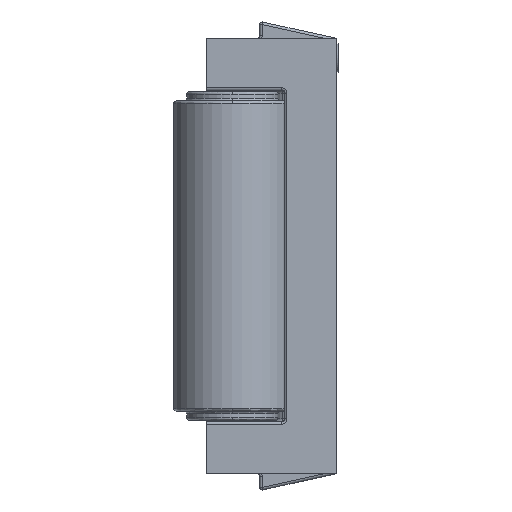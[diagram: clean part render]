
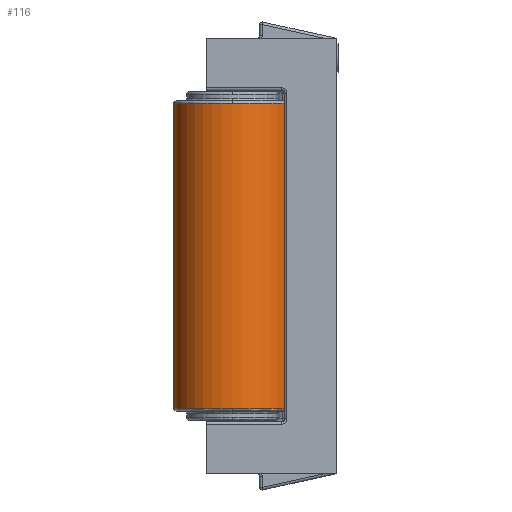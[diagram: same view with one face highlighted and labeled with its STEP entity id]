
A CAD part, left-side view. The second image highlights one B-rep face of the part: STEP entity #116.
In plain terms, the highlighted cylindrical face has radius 4.5 mm (diameter 9 mm), a partial arc.
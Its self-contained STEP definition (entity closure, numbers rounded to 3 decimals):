
#56 = CARTESIAN_POINT ( 'NONE',  ( -20., 8., -11.7 ) ) ;
#116 = ADVANCED_FACE ( 'NONE', ( #8732 ), #17785, .T. ) ;
#214 = VERTEX_POINT ( 'NONE', #18431 ) ;
#387 = DIRECTION ( 'NONE',  ( 0., 0., -1. ) ) ;
#489 = AXIS2_PLACEMENT_3D ( 'NONE', #22907, #20745, #24876 ) ;
#1196 = EDGE_CURVE ( 'NONE', #25859, #26130, #25095, .T. ) ;
#1624 = DIRECTION ( 'NONE',  ( 0., 0., -1. ) ) ;
#2023 = CIRCLE ( 'NONE', #12150, 4.5 ) ;
#2052 = DIRECTION ( 'NONE',  ( 0., 1., 0. ) ) ;
#2258 = LINE ( 'NONE', #20203, #13219 ) ;
#2387 = VECTOR ( 'NONE', #23587, 1000. ) ;
#2658 = ORIENTED_EDGE ( 'NONE', *, *, #18945, .T. ) ;
#2882 = VERTEX_POINT ( 'NONE', #5646 ) ;
#4524 = ORIENTED_EDGE ( 'NONE', *, *, #22466, .T. ) ;
#4984 = CIRCLE ( 'NONE', #489, 4.5 ) ;
#5547 = DIRECTION ( 'NONE',  ( 0., 1., 0. ) ) ;
#5646 = CARTESIAN_POINT ( 'NONE',  ( -24.5, 8., 11.7 ) ) ;
#5868 = CARTESIAN_POINT ( 'NONE',  ( -20., 3.5, -11.7 ) ) ;
#8208 = CARTESIAN_POINT ( 'NONE',  ( -20., 8., 11.7 ) ) ;
#8444 = AXIS2_PLACEMENT_3D ( 'NONE', #18810, #10307, #12628 ) ;
#8550 = EDGE_CURVE ( 'NONE', #23476, #214, #2258, .T. ) ;
#8732 = FACE_OUTER_BOUND ( 'NONE', #10549, .T. ) ;
#9818 = CARTESIAN_POINT ( 'NONE',  ( -20., 8., 11.9 ) ) ;
#10307 = DIRECTION ( 'NONE',  ( 0., 0., 1. ) ) ;
#10549 = EDGE_LOOP ( 'NONE', ( #11247, #2658, #4524, #14244, #24747, #26058 ) ) ;
#10726 = VERTEX_POINT ( 'NONE', #11317 ) ;
#11247 = ORIENTED_EDGE ( 'NONE', *, *, #19635, .F. ) ;
#11317 = CARTESIAN_POINT ( 'NONE',  ( -20., 3.5, 11.7 ) ) ;
#11366 = LINE ( 'NONE', #23671, #2387 ) ;
#12150 = AXIS2_PLACEMENT_3D ( 'NONE', #8208, #387, #18656 ) ;
#12628 = DIRECTION ( 'NONE',  ( 0., 1., 0. ) ) ;
#13219 = VECTOR ( 'NONE', #1624, 1000. ) ;
#13912 = CARTESIAN_POINT ( 'NONE',  ( -24.5, 8., -11.7 ) ) ;
#14244 = ORIENTED_EDGE ( 'NONE', *, *, #8550, .T. ) ;
#15116 = CARTESIAN_POINT ( 'NONE',  ( -20., 12.5, 11.7 ) ) ;
#16088 = DIRECTION ( 'NONE',  ( 0., 0., -1. ) ) ;
#17785 = CYLINDRICAL_SURFACE ( 'NONE', #17939, 4.5 ) ;
#17939 = AXIS2_PLACEMENT_3D ( 'NONE', #9818, #16088, #5547 ) ;
#18431 = CARTESIAN_POINT ( 'NONE',  ( -20., 12.5, -11.7 ) ) ;
#18656 = DIRECTION ( 'NONE',  ( 0., 1., 0. ) ) ;
#18690 = DIRECTION ( 'NONE',  ( 0., 0., 1. ) ) ;
#18735 = AXIS2_PLACEMENT_3D ( 'NONE', #56, #18690, #2052 ) ;
#18810 = CARTESIAN_POINT ( 'NONE',  ( -20., 8., -11.7 ) ) ;
#18945 = EDGE_CURVE ( 'NONE', #10726, #2882, #2023, .T. ) ;
#19635 = EDGE_CURVE ( 'NONE', #10726, #26130, #11366, .T. ) ;
#20203 = CARTESIAN_POINT ( 'NONE',  ( -20., 12.5, 11.9 ) ) ;
#20745 = DIRECTION ( 'NONE',  ( 0., 0., -1. ) ) ;
#21173 = EDGE_CURVE ( 'NONE', #214, #25859, #21576, .T. ) ;
#21576 = CIRCLE ( 'NONE', #18735, 4.5 ) ;
#22466 = EDGE_CURVE ( 'NONE', #2882, #23476, #4984, .T. ) ;
#22907 = CARTESIAN_POINT ( 'NONE',  ( -20., 8., 11.7 ) ) ;
#23476 = VERTEX_POINT ( 'NONE', #15116 ) ;
#23587 = DIRECTION ( 'NONE',  ( 0., 0., -1. ) ) ;
#23671 = CARTESIAN_POINT ( 'NONE',  ( -20., 3.5, 11.9 ) ) ;
#24747 = ORIENTED_EDGE ( 'NONE', *, *, #21173, .T. ) ;
#24876 = DIRECTION ( 'NONE',  ( 0., 1., 0. ) ) ;
#25095 = CIRCLE ( 'NONE', #8444, 4.5 ) ;
#25859 = VERTEX_POINT ( 'NONE', #13912 ) ;
#26058 = ORIENTED_EDGE ( 'NONE', *, *, #1196, .T. ) ;
#26130 = VERTEX_POINT ( 'NONE', #5868 ) ;
